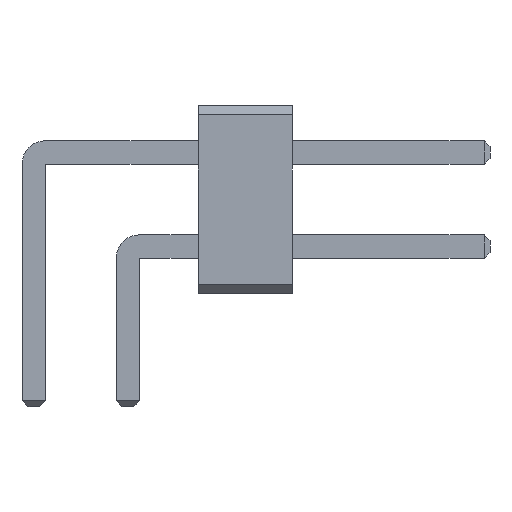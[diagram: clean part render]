
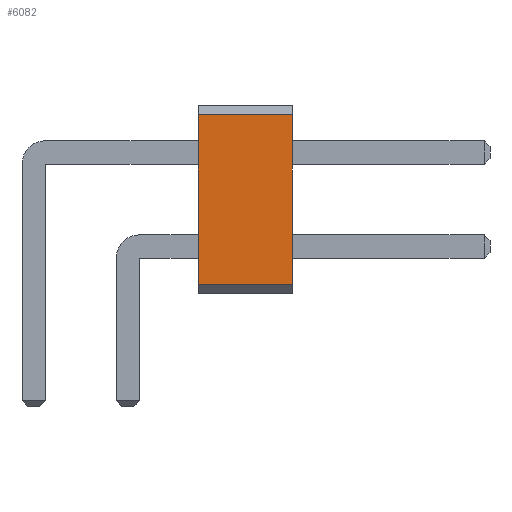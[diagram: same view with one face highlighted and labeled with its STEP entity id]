
A CAD part, front view. The second image highlights one B-rep face of the part: STEP entity #6082.
In plain terms, the highlighted planar face has unit normal (0, -1, 0).
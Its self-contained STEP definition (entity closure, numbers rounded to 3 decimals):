
#550 = VERTEX_POINT('',#551);
#551 = CARTESIAN_POINT('',(3.5,-35.,3.8));
#557 = EDGE_CURVE('',#558,#550,#560,.T.);
#558 = VERTEX_POINT('',#559);
#559 = CARTESIAN_POINT('',(3.5,-35.,0.2));
#560 = LINE('',#561,#562);
#561 = CARTESIAN_POINT('',(3.5,-35.,0.2));
#562 = VECTOR('',#563,1.);
#563 = DIRECTION('',(0.,0.,1.));
#2639 = VERTEX_POINT('',#2640);
#2640 = CARTESIAN_POINT('',(5.5,-35.,3.8));
#2646 = EDGE_CURVE('',#2647,#2639,#2649,.T.);
#2647 = VERTEX_POINT('',#2648);
#2648 = CARTESIAN_POINT('',(5.5,-35.,0.2));
#2649 = LINE('',#2650,#2651);
#2650 = CARTESIAN_POINT('',(5.5,-35.,0.2));
#2651 = VECTOR('',#2652,1.);
#2652 = DIRECTION('',(0.,0.,1.));
#6054 = EDGE_CURVE('',#558,#2647,#6055,.T.);
#6055 = LINE('',#6056,#6057);
#6056 = CARTESIAN_POINT('',(3.5,-35.,0.2));
#6057 = VECTOR('',#6058,1.);
#6058 = DIRECTION('',(1.,0.,0.));
#6082 = ADVANCED_FACE('',(#6083),#6094,.T.);
#6083 = FACE_BOUND('',#6084,.T.);
#6084 = EDGE_LOOP('',(#6085,#6086,#6087,#6093));
#6085 = ORIENTED_EDGE('',*,*,#6054,.T.);
#6086 = ORIENTED_EDGE('',*,*,#2646,.T.);
#6087 = ORIENTED_EDGE('',*,*,#6088,.F.);
#6088 = EDGE_CURVE('',#550,#2639,#6089,.T.);
#6089 = LINE('',#6090,#6091);
#6090 = CARTESIAN_POINT('',(3.5,-35.,3.8));
#6091 = VECTOR('',#6092,1.);
#6092 = DIRECTION('',(1.,0.,0.));
#6093 = ORIENTED_EDGE('',*,*,#557,.F.);
#6094 = PLANE('',#6095);
#6095 = AXIS2_PLACEMENT_3D('',#6096,#6097,#6098);
#6096 = CARTESIAN_POINT('',(3.5,-35.,0.2));
#6097 = DIRECTION('',(0.,-1.,0.));
#6098 = DIRECTION('',(0.,0.,1.));
